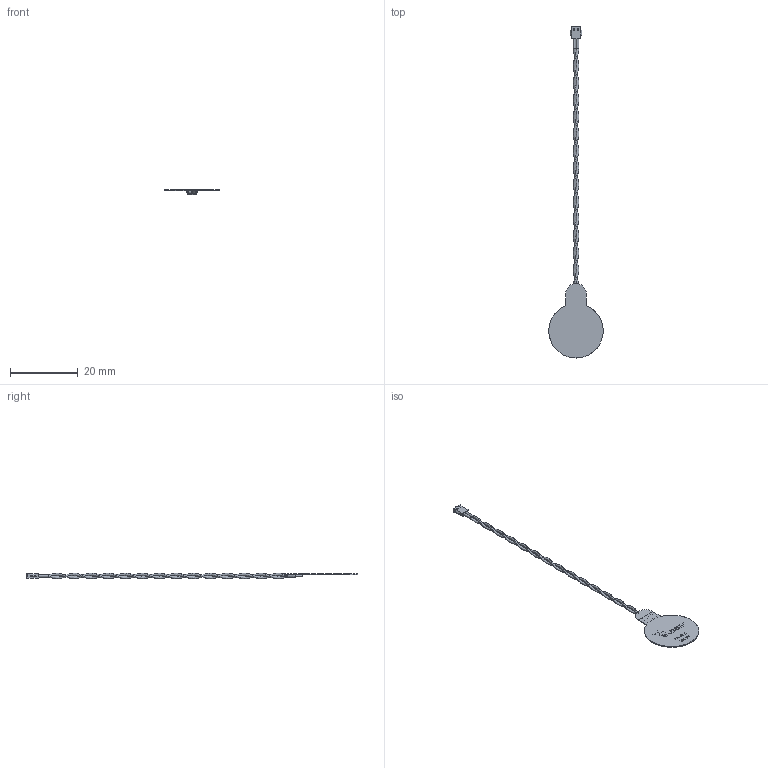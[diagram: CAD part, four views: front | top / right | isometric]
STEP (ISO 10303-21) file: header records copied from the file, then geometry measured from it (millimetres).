
FILE_DESCRIPTION (( 'STEP AP214' ), '1' );
FILE_NAME ('FXC.16.52.0075X.B.dg_Web.STEP', '2024-07-23T02:23:59', ( '' ), ( '' ), 'SwSTEP 2.0', 'SolidWorks 2022', '' );
FILE_SCHEMA (( 'AUTOMOTIVE_DESIGN' ));
Length unit declared in the file: millimetre
Products named in the file (4): FXC.16.52.0075X.B.dg_Web; 100122G110000A FXC.16.B (FPC)_默认; Twisted Pair 28AWG cable and ACH(F)_默认; EFA.000199 _Ferrite(D01)
Assembly tree (3 placements, depth 2):
  FXC.16.52.0075X.B.dg_Web
    100122G110000A FXC.16.B (FPC)_默认
    EFA.000199 _Ferrite(D01)
    Twisted Pair 28AWG cable and ACH(F)_默认
Bounding box: 16 x 97.68 x 1.6 mm (x, y, z)
Volume: 132.1 mm3; surface area: 1292.7 mm2
Topology: 13 solids, 13 shells, 640 faces, 1710 edges, 1128 vertices
Faces by surface type: plane 393, bspline 230, cylinder 15, cone 2
Full cylindrical faces by diameter (mm): 0.4 x2, 0.7 x4, 16 x1
Entity records: 37805 total; most frequent: CARTESIAN_POINT 16315, ORIENTED_EDGE 3370, DIRECTION 2095, EDGE_CURVE 1685, LINE 1179, VECTOR 1179, VERTEX_POINT 1122, EDGE_LOOP 705
